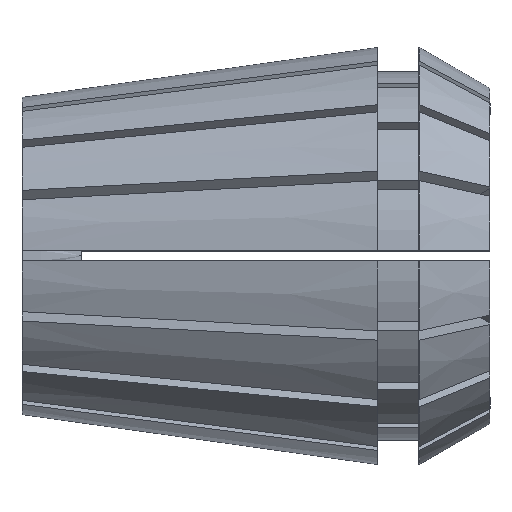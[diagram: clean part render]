
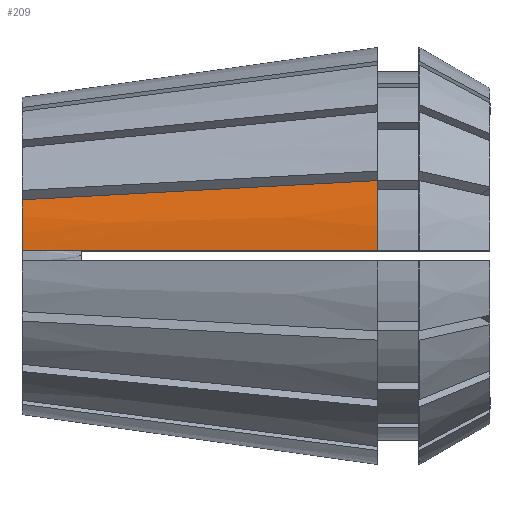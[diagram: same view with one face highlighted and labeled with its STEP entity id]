
A CAD part, top view. The second image highlights one B-rep face of the part: STEP entity #209.
In plain terms, the highlighted conical face has half-angle 8 degrees and reference radius 20.5 mm.
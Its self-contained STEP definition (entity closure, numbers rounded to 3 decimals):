
#82 = EDGE_LOOP ( 'NONE', ( #90, #5409, #2764, #5286 ) ) ;
#90 = ORIENTED_EDGE ( 'NONE', *, *, #1802, .T. ) ;
#190 = CARTESIAN_POINT ( 'NONE',  ( 34.9, 0., 0. ) ) ;
#209 = ADVANCED_FACE ( 'NONE', ( #4441 ), #564, .T. ) ;
#242 = CARTESIAN_POINT ( 'NONE',  ( 23.267, 6.755, 17.615 ) ) ;
#504 = CARTESIAN_POINT ( 'NONE',  ( 32.452, 0.5, 20.15 ) ) ;
#564 = CONICAL_SURFACE ( 'NONE', #5069, 20.5, 0.14 ) ;
#575 = EDGE_CURVE ( 'NONE', #4721, #4809, #4705, .T. ) ;
#689 = CIRCLE ( 'NONE', #1243, 15.595 ) ;
#768 = DIRECTION ( 'NONE',  ( 1., 0., 0. ) ) ;
#897 = EDGE_CURVE ( 'NONE', #5090, #1127, #4323, .T. ) ;
#1127 = VERTEX_POINT ( 'NONE', #2555 ) ;
#1243 = AXIS2_PLACEMENT_3D ( 'NONE', #1752, #1733, #1292 ) ;
#1292 = DIRECTION ( 'NONE',  ( 0., 0., 1. ) ) ;
#1346 = EDGE_CURVE ( 'NONE', #4809, #1127, #689, .T. ) ;
#1733 = DIRECTION ( 'NONE',  ( -1., 0., 0. ) ) ;
#1752 = CARTESIAN_POINT ( 'NONE',  ( 0., 0., 0. ) ) ;
#1802 = EDGE_CURVE ( 'NONE', #4721, #5090, #3072, .T. ) ;
#1823 = DIRECTION ( 'NONE',  ( -1., 0., 0. ) ) ;
#1844 = CARTESIAN_POINT ( 'NONE',  ( 23.065, 0.5, 18.83 ) ) ;
#2166 = AXIS2_PLACEMENT_3D ( 'NONE', #4501, #1823, #4938 ) ;
#2538 = CARTESIAN_POINT ( 'NONE',  ( 1.43, 0.5, 15.789 ) ) ;
#2555 = CARTESIAN_POINT ( 'NONE',  ( 0., 5.503, 14.592 ) ) ;
#2719 = CARTESIAN_POINT ( 'NONE',  ( 2.86, 0.5, 15.99 ) ) ;
#2738 = CARTESIAN_POINT ( 'NONE',  ( 33.268, 0.5, 20.265 ) ) ;
#2764 = ORIENTED_EDGE ( 'NONE', *, *, #1346, .F. ) ;
#2774 = CARTESIAN_POINT ( 'NONE',  ( 0., 0.5, 15.587 ) ) ;
#3072 = CIRCLE ( 'NONE', #2166, 20.5 ) ;
#3256 = CARTESIAN_POINT ( 'NONE',  ( 4.29, 0.5, 16.191 ) ) ;
#3559 = CARTESIAN_POINT ( 'NONE',  ( 34.9, 7.381, 19.126 ) ) ;
#3561 = CARTESIAN_POINT ( 'NONE',  ( 34.9, 0.5, 20.494 ) ) ;
#3597 = CARTESIAN_POINT ( 'NONE',  ( 0., 0.5, 15.587 ) ) ;
#3797 = DIRECTION ( 'NONE',  ( 0., 0., -1. ) ) ;
#4248 = CARTESIAN_POINT ( 'NONE',  ( 34.9, 7.381, 19.126 ) ) ;
#4323 = B_SPLINE_CURVE_WITH_KNOTS ( 'NONE', 3,
 ( #4248, #242, #4738, #4713 ),
 .UNSPECIFIED., .F., .F.,
 ( 4, 4 ),
 ( 0., 0.035 ),
 .UNSPECIFIED. ) ;
#4441 = FACE_OUTER_BOUND ( 'NONE', #82, .T. ) ;
#4501 = CARTESIAN_POINT ( 'NONE',  ( 34.9, 0., 0. ) ) ;
#4663 = CARTESIAN_POINT ( 'NONE',  ( 34.9, 0.5, 20.494 ) ) ;
#4705 = B_SPLINE_CURVE_WITH_KNOTS ( 'NONE', 3,
 ( #4663, #5457, #2738, #504, #1844, #5047, #3256, #2719, #2538, #2774 ),
 .UNSPECIFIED., .F., .F.,
 ( 4, 3, 3, 4 ),
 ( 0.076, 0.079, 0.107, 0.111 ),
 .UNSPECIFIED. ) ;
#4713 = CARTESIAN_POINT ( 'NONE',  ( 0., 5.503, 14.592 ) ) ;
#4721 = VERTEX_POINT ( 'NONE', #3561 ) ;
#4738 = CARTESIAN_POINT ( 'NONE',  ( 11.633, 6.129, 16.104 ) ) ;
#4809 = VERTEX_POINT ( 'NONE', #3597 ) ;
#4938 = DIRECTION ( 'NONE',  ( 0., 0., 1. ) ) ;
#5047 = CARTESIAN_POINT ( 'NONE',  ( 13.678, 0.5, 17.511 ) ) ;
#5069 = AXIS2_PLACEMENT_3D ( 'NONE', #190, #768, #3797 ) ;
#5090 = VERTEX_POINT ( 'NONE', #3559 ) ;
#5286 = ORIENTED_EDGE ( 'NONE', *, *, #575, .F. ) ;
#5409 = ORIENTED_EDGE ( 'NONE', *, *, #897, .T. ) ;
#5457 = CARTESIAN_POINT ( 'NONE',  ( 34.084, 0.5, 20.38 ) ) ;
